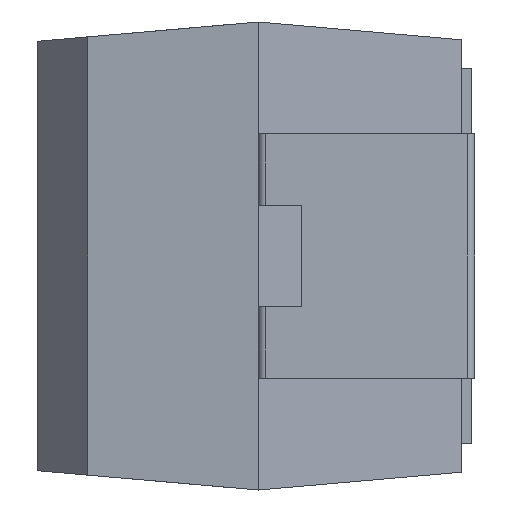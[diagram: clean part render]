
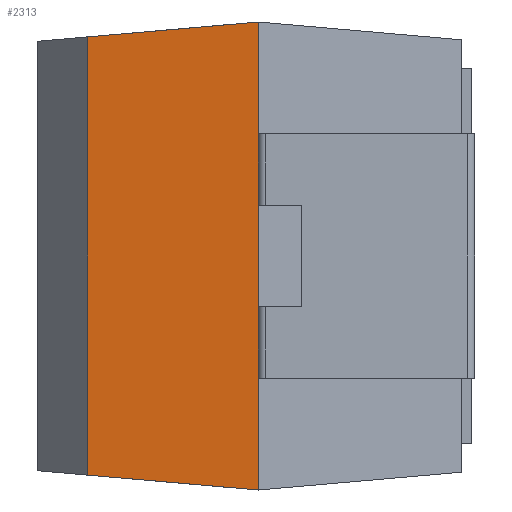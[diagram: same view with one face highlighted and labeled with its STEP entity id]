
A CAD part, left-side view. The second image highlights one B-rep face of the part: STEP entity #2313.
In plain terms, the highlighted face is planar.
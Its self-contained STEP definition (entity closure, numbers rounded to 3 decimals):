
#255 = CARTESIAN_POINT ( 'NONE',  ( 3.524, 1.672, 2.154 ) ) ;
#296 = AXIS2_PLACEMENT_3D ( 'NONE', #3360, #444, #795 ) ;
#328 = DIRECTION ( 'NONE',  ( 0., 0., 1. ) ) ;
#379 = VERTEX_POINT ( 'NONE', #255 ) ;
#429 = VERTEX_POINT ( 'NONE', #568 ) ;
#444 = DIRECTION ( 'NONE',  ( 0.996, 0.087, 0. ) ) ;
#535 = LINE ( 'NONE', #3190, #3084 ) ;
#568 = CARTESIAN_POINT ( 'NONE',  ( 3.67, 0., 2.3 ) ) ;
#570 = LINE ( 'NONE', #3870, #3879 ) ;
#575 = VECTOR ( 'NONE', #2783, 1000. ) ;
#610 = CARTESIAN_POINT ( 'NONE',  ( 3.67, 0., 2.3 ) ) ;
#661 = VERTEX_POINT ( 'NONE', #1443 ) ;
#767 = ORIENTED_EDGE ( 'NONE', *, *, #2023, .T. ) ;
#795 = DIRECTION ( 'NONE',  ( -0.087, 0.996, 0. ) ) ;
#1071 = PLANE ( 'NONE',  #296 ) ;
#1191 = CARTESIAN_POINT ( 'NONE',  ( 3.67, 0., -2.3 ) ) ;
#1333 = LINE ( 'NONE', #3350, #575 ) ;
#1443 = CARTESIAN_POINT ( 'NONE',  ( 3.524, 1.672, -2.154 ) ) ;
#1566 = VERTEX_POINT ( 'NONE', #1191 ) ;
#1574 = EDGE_CURVE ( 'NONE', #379, #429, #3240, .T. ) ;
#1678 = VECTOR ( 'NONE', #2181, 1000. ) ;
#2023 = EDGE_CURVE ( 'NONE', #661, #379, #535, .T. ) ;
#2181 = DIRECTION ( 'NONE',  ( 0.087, -0.992, 0.087 ) ) ;
#2313 = ADVANCED_FACE ( 'NONE', ( #2730 ), #1071, .T. ) ;
#2447 = EDGE_CURVE ( 'NONE', #661, #1566, #1333, .T. ) ;
#2715 = ORIENTED_EDGE ( 'NONE', *, *, #2769, .T. ) ;
#2730 = FACE_OUTER_BOUND ( 'NONE', #2810, .T. ) ;
#2769 = EDGE_CURVE ( 'NONE', #429, #1566, #570, .T. ) ;
#2783 = DIRECTION ( 'NONE',  ( 0.087, -0.992, -0.087 ) ) ;
#2810 = EDGE_LOOP ( 'NONE', ( #3279, #767, #3872, #2715 ) ) ;
#3084 = VECTOR ( 'NONE', #328, 1000. ) ;
#3190 = CARTESIAN_POINT ( 'NONE',  ( 3.524, 1.672, 2.11 ) ) ;
#3240 = LINE ( 'NONE', #610, #1678 ) ;
#3279 = ORIENTED_EDGE ( 'NONE', *, *, #2447, .F. ) ;
#3350 = CARTESIAN_POINT ( 'NONE',  ( 3.67, 0., -2.3 ) ) ;
#3360 = CARTESIAN_POINT ( 'NONE',  ( 3.67, 0., 2.3 ) ) ;
#3859 = DIRECTION ( 'NONE',  ( 0., 0., -1. ) ) ;
#3870 = CARTESIAN_POINT ( 'NONE',  ( 3.67, 0., 2.3 ) ) ;
#3872 = ORIENTED_EDGE ( 'NONE', *, *, #1574, .T. ) ;
#3879 = VECTOR ( 'NONE', #3859, 1000. ) ;
